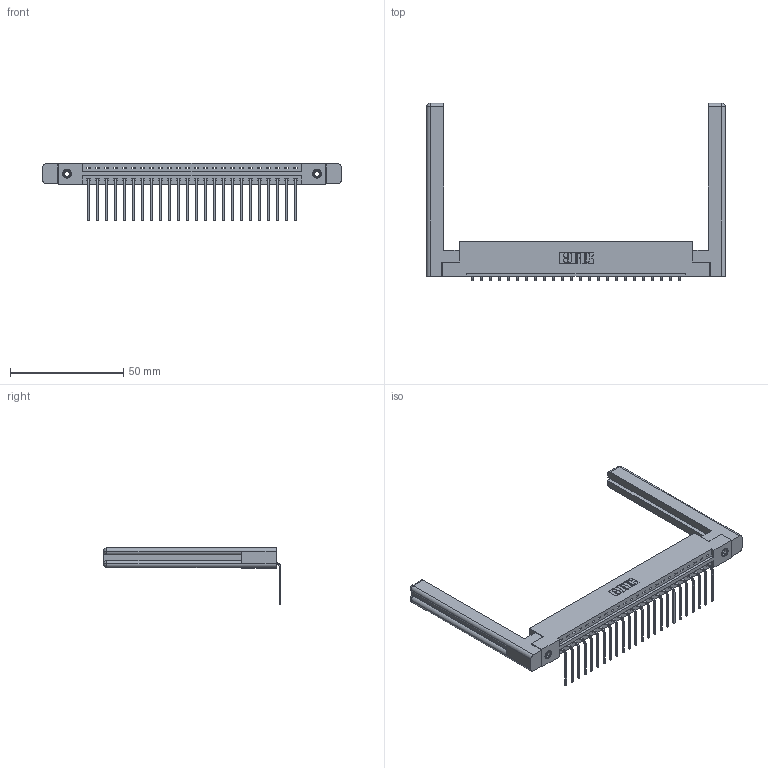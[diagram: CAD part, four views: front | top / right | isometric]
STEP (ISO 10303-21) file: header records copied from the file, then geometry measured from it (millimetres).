
FILE_DESCRIPTION (( 'STEP AP203' ), '1' );
FILE_NAME ('337-024-559-158.STEP', '2019-09-30T16:14:04', ( '' ), ( '' ), 'SwSTEP 2.0', 'SolidWorks 2016', '' );
FILE_SCHEMA (( 'CONFIG_CONTROL_DESIGN' ));
Length unit declared in the file: inch
Products named in the file (5): 345-250-001_345-250-001-102; 307-220-058; 337 Part_Flush Mounting Lugs - 0.156 Dia-TI; 337-024-559-158; 345-292-001_558 559 Tail - 1
Assembly tree (29 placements, depth 2):
  337-024-559-158
    337 Part_Flush Mounting Lugs - 0.156 Dia-TI
    345-292-001_558 559 Tail - 1  x24
    345-250-001_345-250-001-102  x2
    307-220-058  x2
Bounding box: 131.72 x 78.17 x 25.53 mm (x, y, z)
Volume: 20707.4 mm3; surface area: 19601.4 mm2
Topology: 29 solids, 29 shells, 1792 faces, 5321 edges, 3502 vertices
Faces by surface type: plane 1306, cylinder 462, cone 12, torus 12
Entity records: 22886 total; most frequent: CARTESIAN_POINT 3985, ORIENTED_EDGE 3884, DIRECTION 3410, EDGE_CURVE 1942, LINE 1766, VECTOR 1766, VERTEX_POINT 1286, AXIS2_PLACEMENT_3D 822
